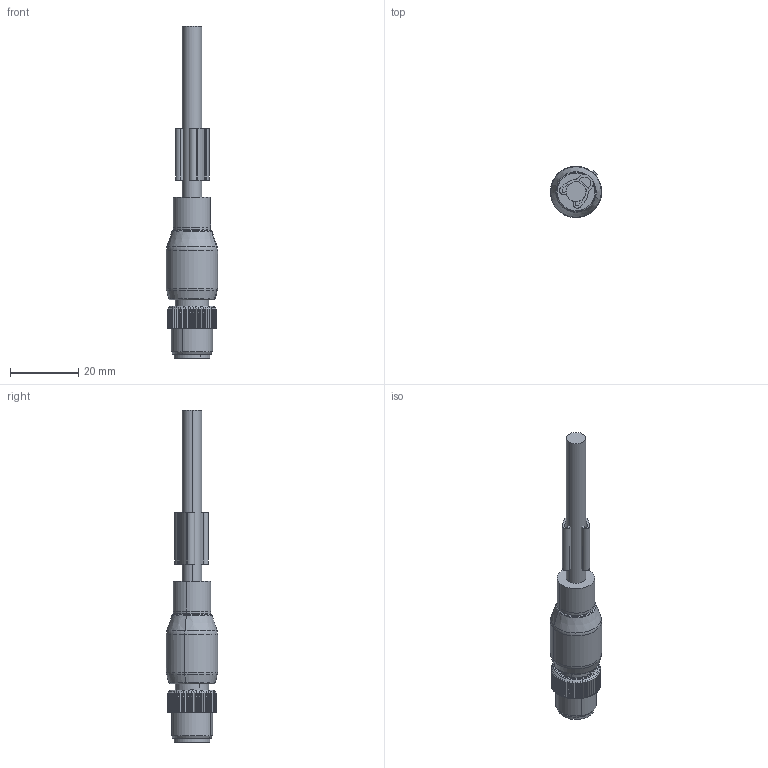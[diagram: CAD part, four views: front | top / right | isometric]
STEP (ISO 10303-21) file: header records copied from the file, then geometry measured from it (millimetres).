
FILE_DESCRIPTION(('CATIA V5 STEP Exchange','CAx-IF Rec.Pracs.--- Model Styling and Organization---1.4--- 2014-01-23'),'2;1');
FILE_NAME ('026710-2_0_1926691000_1926691000.stp','2021-03-27T13:24:54+00:00',('none'),('Weidmueller'),'CATIA Version 5-6 Release 2016 SP3 HF44','CATIA V5 STEP AP214','none');
FILE_SCHEMA(('AUTOMOTIVE_DESIGN { 1 0 10303 214 1 1 1 1 }'));
Length unit declared in the file: millimetre
Products named in the file (1): 1926691000
Bounding box: 14.98 x 14.98 x 97 mm (x, y, z)
Volume: 9926.2 mm3; surface area: 10257.4 mm2
Topology: 12 solids, 12 shells, 1034 faces, 2668 edges, 1685 vertices
Faces by surface type: cylinder 400, plane 297, cone 150, torus 145, bspline 30, sphere 12
Entity records: 30640 total; most frequent: CARTESIAN_POINT 8288, ORIENTED_EDGE 5292, DIRECTION 3339, EDGE_CURVE 2646, AXIS2_PLACEMENT_3D 1742, VERTEX_POINT 1685, EDGE_LOOP 1129, CIRCLE 1123
